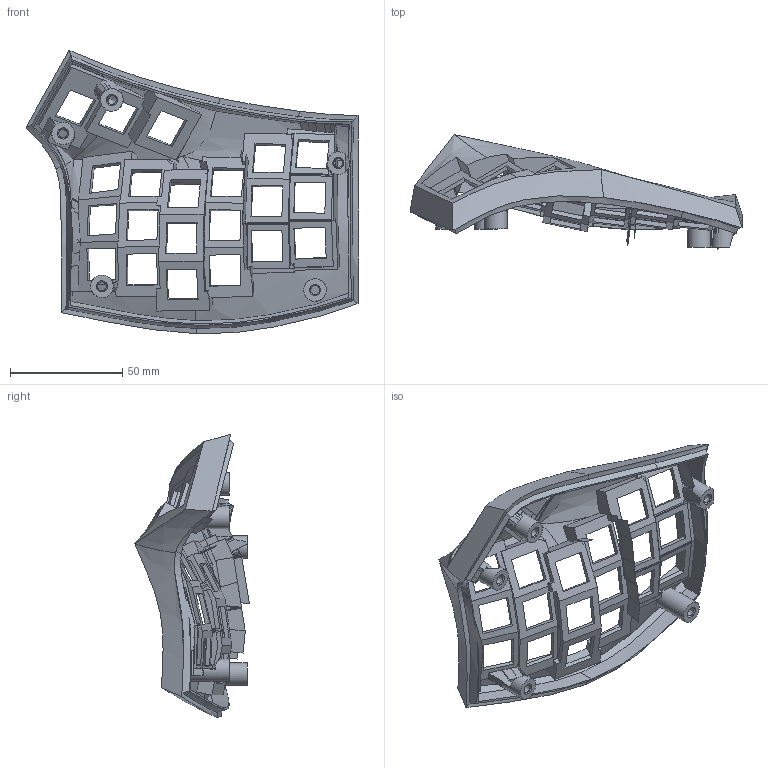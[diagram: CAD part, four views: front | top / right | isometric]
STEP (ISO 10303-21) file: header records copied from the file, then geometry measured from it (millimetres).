
FILE_DESCRIPTION(/* description */ ('STEP AP242','CAx-IF Rec.Pracs.---Representation and Presentation of Product Manufacturing Information (PMI)---4.0---2014-10-13','CAx-IF Rec.Pracs.---3D Tessellated Geometry---0.4---2014-09-14','2;1'),/* implementation_level */ '2;1');
FILE_NAME(/* name */ '6856c9ed0c5c4911ef75cdb5',/* time_stamp */ '2025-06-21T15:04:14Z',/* author */ (''),/* organization */ (''),/* preprocessor_version */ 'ST-DEVELOPER v20',/* originating_system */ 'ONSHAPE BY PTC INC, 1.199',/* authorisation */ ' ');
FILE_SCHEMA (('AP242_MANAGED_MODEL_BASED_3D_ENGINEERING_MIM_LF { 1 0 10303 442 1 1 4 }'));
Length unit declared in the file: metre
Products named in the file (5): Part 3; cygnus_3x6_unified v20; Part 2; Part 1; Part 4
Bounding box: 147.94 x 51.11 x 126.27 mm (x, y, z)
Volume: 44544.3 mm3; surface area: 48320.8 mm2
Topology: 5 solids, 6 shells, 680 faces, 1877 edges, 1200 vertices
Faces by surface type: plane 592, bspline 67, cylinder 15, cone 6
Full cylindrical faces by diameter (mm): 4 x5, 10 x4
Entity records: 26570 total; most frequent: CARTESIAN_POINT 9880, ORIENTED_EDGE 3688, DIRECTION 2933, EDGE_CURVE 1844, LINE 1501, VECTOR 1501, VERTEX_POINT 1184, FACE_BOUND 746
